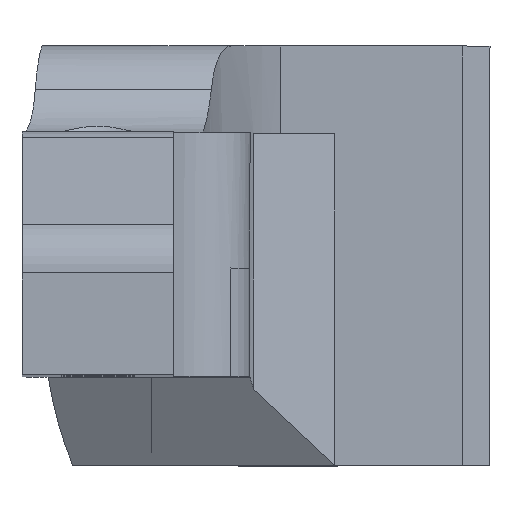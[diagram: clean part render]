
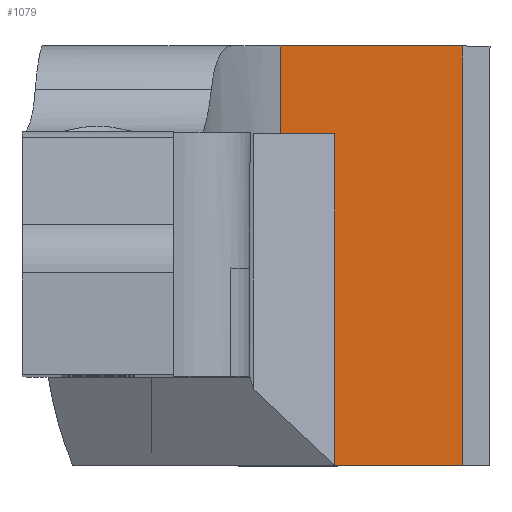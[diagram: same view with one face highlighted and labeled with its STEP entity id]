
A CAD part, top view. The second image highlights one B-rep face of the part: STEP entity #1079.
In plain terms, the highlighted planar face has unit normal (0, 0, 1).
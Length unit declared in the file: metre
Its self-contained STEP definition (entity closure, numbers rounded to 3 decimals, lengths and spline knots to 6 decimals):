
#60=PLANE('',#1191);
#104=FACE_OUTER_BOUND('',#167,.T.);
#167=EDGE_LOOP('',(#898,#899,#900,#901,#902,#903));
#205=LINE('',#1607,#310);
#267=LINE('',#1857,#372);
#268=LINE('',#1859,#373);
#269=LINE('',#1860,#374);
#270=LINE('',#1862,#375);
#271=LINE('',#1863,#376);
#310=VECTOR('',#1263,0.01);
#372=VECTOR('',#1445,0.01);
#373=VECTOR('',#1446,0.01);
#374=VECTOR('',#1447,0.01);
#375=VECTOR('',#1448,0.01);
#376=VECTOR('',#1449,0.01);
#461=VERTEX_POINT('',#1604);
#462=VERTEX_POINT('',#1606);
#498=VERTEX_POINT('',#1717);
#535=VERTEX_POINT('',#1856);
#536=VERTEX_POINT('',#1858);
#537=VERTEX_POINT('',#1861);
#571=EDGE_CURVE('',#461,#462,#205,.T.);
#672=EDGE_CURVE('',#498,#535,#267,.T.);
#673=EDGE_CURVE('',#536,#498,#268,.T.);
#674=EDGE_CURVE('',#462,#536,#269,.T.);
#675=EDGE_CURVE('',#461,#537,#270,.T.);
#676=EDGE_CURVE('',#535,#537,#271,.T.);
#898=ORIENTED_EDGE('',*,*,#672,.F.);
#899=ORIENTED_EDGE('',*,*,#673,.F.);
#900=ORIENTED_EDGE('',*,*,#674,.F.);
#901=ORIENTED_EDGE('',*,*,#571,.F.);
#902=ORIENTED_EDGE('',*,*,#675,.T.);
#903=ORIENTED_EDGE('',*,*,#676,.F.);
#1079=ADVANCED_FACE('',(#104),#60,.F.);
#1191=AXIS2_PLACEMENT_3D('',#1855,#1443,#1444);
#1263=DIRECTION('',(1.,0.,0.));
#1443=DIRECTION('center_axis',(0.,0.,
-1.));
#1444=DIRECTION('ref_axis',(1.,0.,0.));
#1445=DIRECTION('',(0.,1.,0.));
#1446=DIRECTION('',(-1.,0.,0.));
#1447=DIRECTION('',(0.,-1.,0.));
#1448=DIRECTION('',(0.,-1.,0.));
#1449=DIRECTION('',(-1.,0.,0.));
#1604=CARTESIAN_POINT('',(-0.008235,0.1531,-0.162932));
#1606=CARTESIAN_POINT('',(-0.0015,0.1531,-0.162932));
#1607=CARTESIAN_POINT('',(-0.0015,0.1531,-0.162932));
#1717=CARTESIAN_POINT('',(-0.006235,0.1376,-0.162932));
#1855=CARTESIAN_POINT('Origin',(-0.016927,0.14985,-0.162932));
#1856=CARTESIAN_POINT('',(-0.006235,0.14985,-0.162932));
#1857=CARTESIAN_POINT('',(-0.006235,0.14085,-0.162932));
#1858=CARTESIAN_POINT('',(-0.0015,0.1376,-0.162932));
#1859=CARTESIAN_POINT('',(-0.0015,0.1376,-0.162932));
#1860=CARTESIAN_POINT('',(-0.0015,0.14535,-0.162932));
#1861=CARTESIAN_POINT('',(-0.008235,0.14985,-0.162932));
#1862=CARTESIAN_POINT('',(-0.008235,0.14985,-0.162932));
#1863=CARTESIAN_POINT('',(-0.007121,0.14985,-0.162932));
